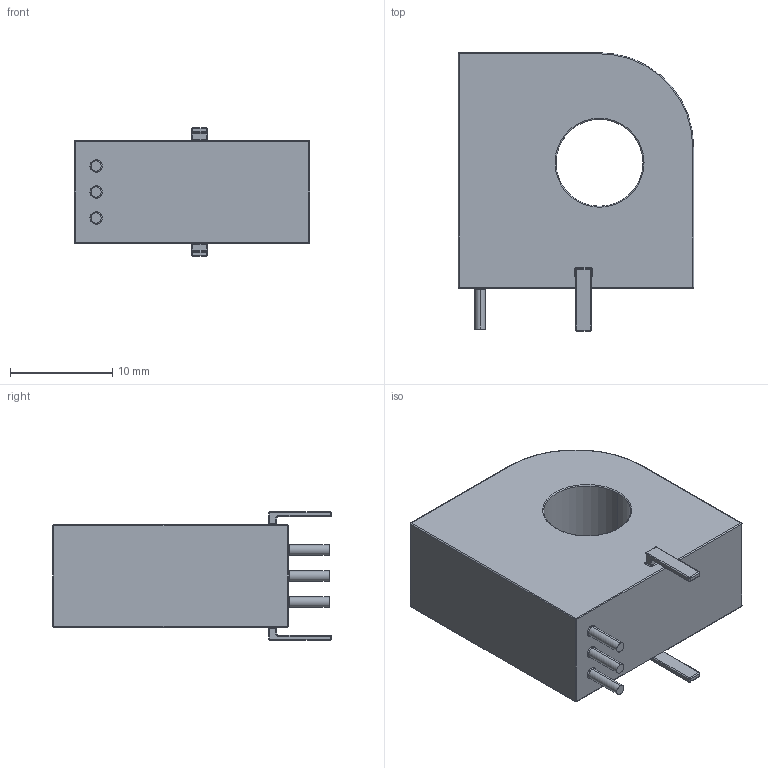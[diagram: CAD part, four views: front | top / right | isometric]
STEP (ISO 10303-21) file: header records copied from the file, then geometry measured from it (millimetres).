
FILE_DESCRIPTION (( 'STEP AP214' ), '1' );
FILE_NAME ('sensor de corriente CSM015SPT5.STEP', '2020-08-22T22:38:06', ( '' ), ( '' ), 'SwSTEP 2.0', 'SolidWorks 2020', '' );
FILE_SCHEMA (( 'AUTOMOTIVE_DESIGN' ));
Length unit declared in the file: millimetre
Products named in the file (1): sensor de corriente CSM015SPT5
Bounding box: 23 x 27.2 x 12.54 mm (x, y, z)
Volume: 4560.7 mm3; surface area: 2132.7 mm2
Topology: 1 solids, 1 shells, 121 faces, 268 edges, 136 vertices
Faces by surface type: cylinder 56, torus 24, plane 23, sphere 18
Entity records: 3610 total; most frequent: DIRECTION 640, CARTESIAN_POINT 508, ORIENTED_EDGE 500, AXIS2_PLACEMENT_3D 268, EDGE_CURVE 250, CIRCLE 146, VERTEX_POINT 136, EDGE_LOOP 128
